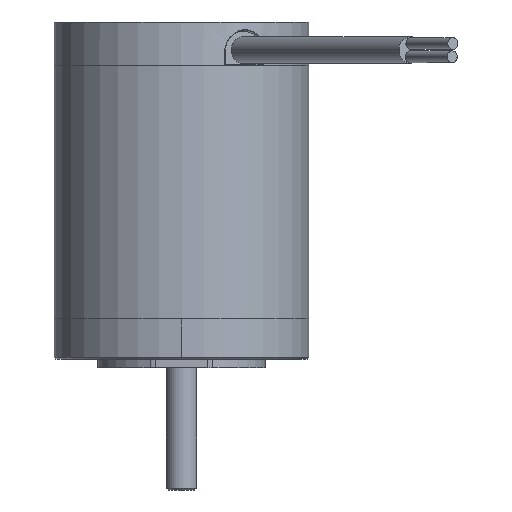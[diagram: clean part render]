
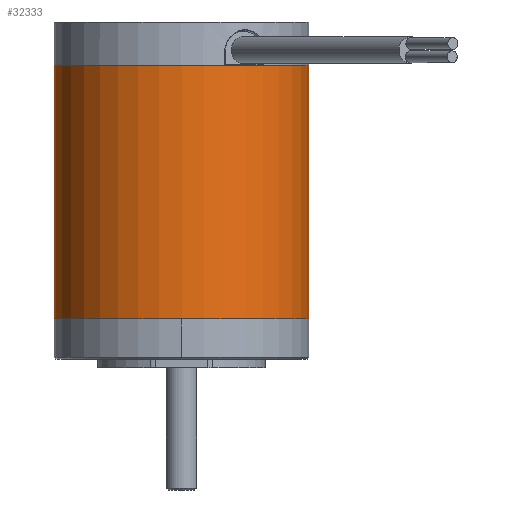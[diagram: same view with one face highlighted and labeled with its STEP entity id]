
A CAD part, front view. The second image highlights one B-rep face of the part: STEP entity #32333.
In plain terms, the highlighted cylindrical face has radius 38 mm (diameter 76 mm), a partial arc.
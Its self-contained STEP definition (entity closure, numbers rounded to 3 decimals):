
#1066 = EDGE_CURVE ( 'NONE', #11386, #14135, #30507, .T. ) ;
#1135 = ORIENTED_EDGE ( 'NONE', *, *, #1066, .F. ) ;
#1493 = DIRECTION ( 'NONE',  ( 1., 0., 0. ) ) ;
#2090 = DIRECTION ( 'NONE',  ( 0., 0., -1. ) ) ;
#2228 = ORIENTED_EDGE ( 'NONE', *, *, #20733, .T. ) ;
#3372 = CARTESIAN_POINT ( 'NONE',  ( 38., 0., 75.5 ) ) ;
#4095 = EDGE_CURVE ( 'NONE', #32266, #14135, #11558, .T. ) ;
#4213 = LINE ( 'NONE', #23711, #10386 ) ;
#6199 = DIRECTION ( 'NONE',  ( 0., 0., -1. ) ) ;
#8949 = FACE_OUTER_BOUND ( 'NONE', #24535, .T. ) ;
#10179 = CARTESIAN_POINT ( 'NONE',  ( 38., 0., 75.5 ) ) ;
#10386 = VECTOR ( 'NONE', #2090, 1000. ) ;
#11250 = DIRECTION ( 'NONE',  ( -1., 0., 0. ) ) ;
#11386 = VERTEX_POINT ( 'NONE', #10179 ) ;
#11558 = CIRCLE ( 'NONE', #14392, 38. ) ;
#11781 = CARTESIAN_POINT ( 'NONE',  ( 0., 0., 75.5 ) ) ;
#12249 = CARTESIAN_POINT ( 'NONE',  ( -38., 0., 75.5 ) ) ;
#13790 = AXIS2_PLACEMENT_3D ( 'NONE', #19523, #27636, #14165 ) ;
#14058 = AXIS2_PLACEMENT_3D ( 'NONE', #11781, #14083, #11250 ) ;
#14083 = DIRECTION ( 'NONE',  ( 0., 0., -1. ) ) ;
#14135 = VERTEX_POINT ( 'NONE', #19341 ) ;
#14165 = DIRECTION ( 'NONE',  ( 1., 0., 0. ) ) ;
#14392 = AXIS2_PLACEMENT_3D ( 'NONE', #25447, #14964, #1493 ) ;
#14964 = DIRECTION ( 'NONE',  ( 0., 0., 1. ) ) ;
#15322 = VERTEX_POINT ( 'NONE', #12249 ) ;
#15657 = EDGE_CURVE ( 'NONE', #15322, #11386, #31359, .T. ) ;
#16236 = CARTESIAN_POINT ( 'NONE',  ( -38., 0., 0. ) ) ;
#19341 = CARTESIAN_POINT ( 'NONE',  ( 38., 0., 0. ) ) ;
#19523 = CARTESIAN_POINT ( 'NONE',  ( 0., 0., 75.5 ) ) ;
#19624 = CYLINDRICAL_SURFACE ( 'NONE', #14058, 38. ) ;
#20733 = EDGE_CURVE ( 'NONE', #15322, #32266, #4213, .T. ) ;
#23711 = CARTESIAN_POINT ( 'NONE',  ( -38., 0., 75.5 ) ) ;
#24535 = EDGE_LOOP ( 'NONE', ( #1135, #33215, #2228, #26038 ) ) ;
#25447 = CARTESIAN_POINT ( 'NONE',  ( 0., 0., 0. ) ) ;
#26038 = ORIENTED_EDGE ( 'NONE', *, *, #4095, .T. ) ;
#27636 = DIRECTION ( 'NONE',  ( 0., 0., 1. ) ) ;
#30507 = LINE ( 'NONE', #3372, #33305 ) ;
#31359 = CIRCLE ( 'NONE', #13790, 38. ) ;
#32266 = VERTEX_POINT ( 'NONE', #16236 ) ;
#32333 = ADVANCED_FACE ( 'NONE', ( #8949 ), #19624, .T. ) ;
#33215 = ORIENTED_EDGE ( 'NONE', *, *, #15657, .F. ) ;
#33305 = VECTOR ( 'NONE', #6199, 1000. ) ;
